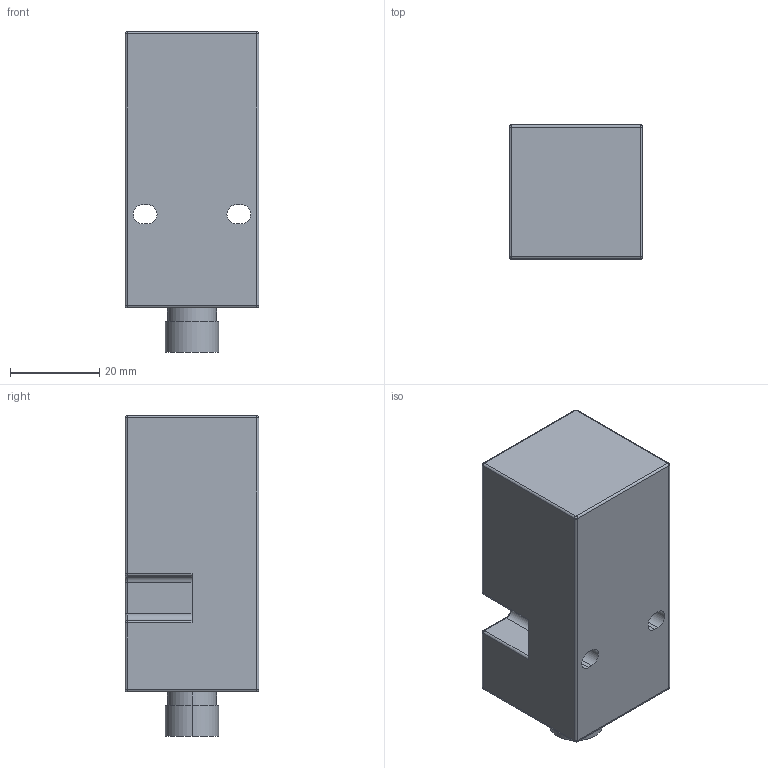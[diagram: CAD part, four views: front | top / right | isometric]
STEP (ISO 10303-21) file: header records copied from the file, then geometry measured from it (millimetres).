
FILE_DESCRIPTION((''),'2;1');
FILE_NAME('M1_D000154A','2006-01-03T',('Pepperl+Fuchs'),('Industriehansa'),'PRO/ENGINEER BY PARAMETRIC TECHNOLOGY CORPORATION, 2005290','PRO/ENGINEER BY PARAMETRIC TECHNOLOGY CORPORATION, 2005290','');
FILE_SCHEMA(('AUTOMOTIVE_DESIGN_CC2 { 1 2 10303 214 -1 1 5 2 }'));
Length unit declared in the file: millimetre
Products named in the file (1): M1_D000154A
Bounding box: 30 x 30 x 72 mm (x, y, z)
Volume: 53610.1 mm3; surface area: 10410.2 mm2
Topology: 1 solids, 1 shells, 72 faces, 213 edges, 150 vertices
Faces by surface type: cylinder 36, plane 20, sphere 12, torus 4
Entity records: 3169 total; most frequent: DIRECTION 451, CARTESIAN_POINT 378, ORIENTED_EDGE 320, PRESENTATION_STYLE_ASSIGNMENT 233, STYLED_ITEM 227, CURVE_STYLE 220, AXIS2_PLACEMENT_3D 165, EDGE_CURVE 160
